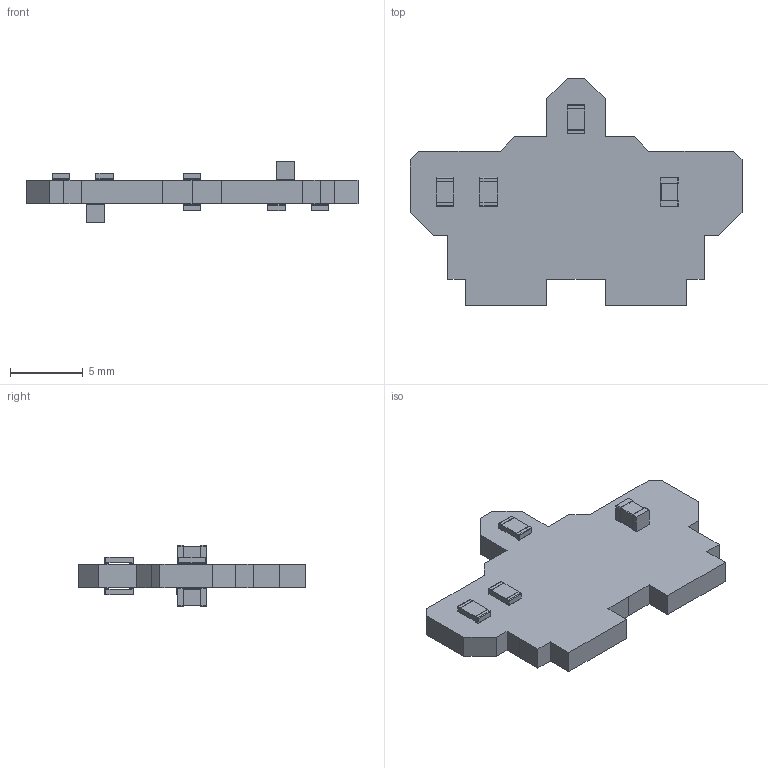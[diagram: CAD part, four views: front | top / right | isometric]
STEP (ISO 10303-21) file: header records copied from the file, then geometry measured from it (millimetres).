
FILE_DESCRIPTION(('KiCad electronic assembly'),'2;1');
FILE_NAME('encoder_pcb.step','2019-12-02T16:10:14',('An Author'),( 'A Company'),'Open CASCADE STEP processor 6.9', 'KiCad to STEP converter','Unknown');
FILE_SCHEMA(('AUTOMOTIVE_DESIGN { 1 0 10303 214 1 1 1 1 }'));
Length unit declared in the file: millimetre
Products named in the file (6): Open CASCADE STEP translator 6.9 1; R_0805_2012Metric; SOLID; C_0805_2012Metric
Assembly tree (11 placements, depth 3):
  Open CASCADE STEP translator 6.9 1
    R_0805_2012Metric  x6
      SOLID
    C_0805_2012Metric  x2
      SOLID
    SOLID
Bounding box: 22.8 x 15.6 x 4.2 mm (x, y, z)
Volume: 372.6 mm3; surface area: 643.1 mm2
Topology: 9 solids, 9 shells, 246 faces, 648 edges, 424 vertices
Faces by surface type: plane 174, cylinder 72
Entity records: 6403 total; most frequent: CARTESIAN_POINT 1084, DIRECTION 928, LINE 628, VECTOR 628, ORIENTED_EDGE 472, PCURVE 472, DEFINITIONAL_REPRESENTATION 472, EDGE_CURVE 236
